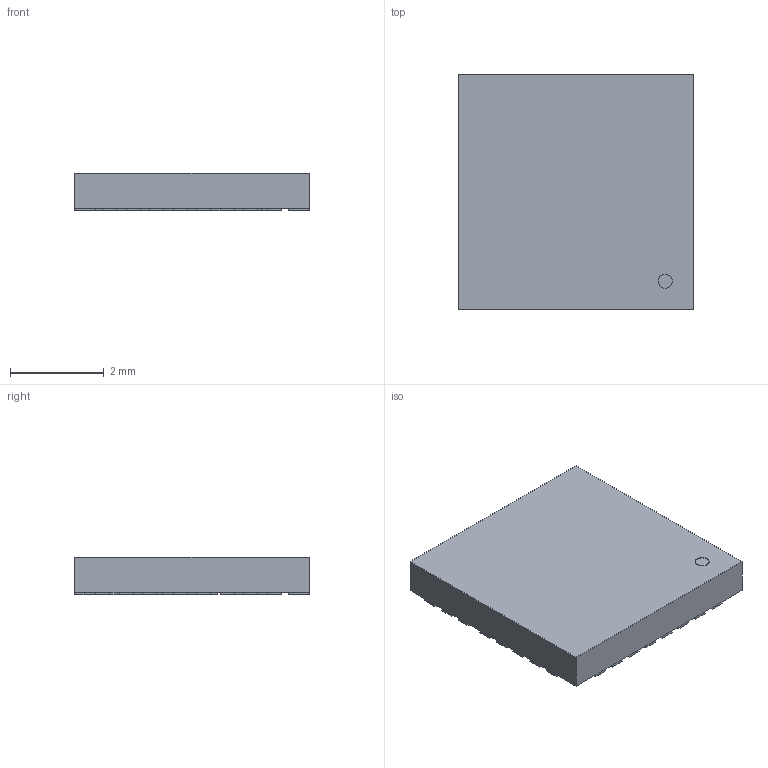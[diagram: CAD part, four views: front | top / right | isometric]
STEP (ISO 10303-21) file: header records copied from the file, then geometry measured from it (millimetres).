
FILE_DESCRIPTION(('FreeCAD Model'),'2;1');
FILE_NAME('Open CASCADE Shape Model','2021-06-27T20:41:02',('Author'),( ''),'Open CASCADE STEP processor 7.4','FreeCAD','Unknown');
FILE_SCHEMA(('AUTOMOTIVE_DESIGN { 1 0 10303 214 1 1 1 1 }'));
Length unit declared in the file: millimetre
Products named in the file (1): Pad002
Bounding box: 5 x 5 x 0.8 mm (x, y, z)
Volume: 19.5 mm3; surface area: 68.1 mm2
Topology: 1 solids, 1 shells, 159 faces, 411 edges, 256 vertices
Faces by surface type: plane 158, cylinder 1
Full cylindrical faces by diameter (mm): 0.3 x1
Entity records: 4790 total; most frequent: CARTESIAN_POINT 827, ORIENTED_EDGE 822, DIRECTION 733, EDGE_CURVE 411, LINE 409, VECTOR 409, VERTEX_POINT 256, AXIS2_PLACEMENT_3D 162
